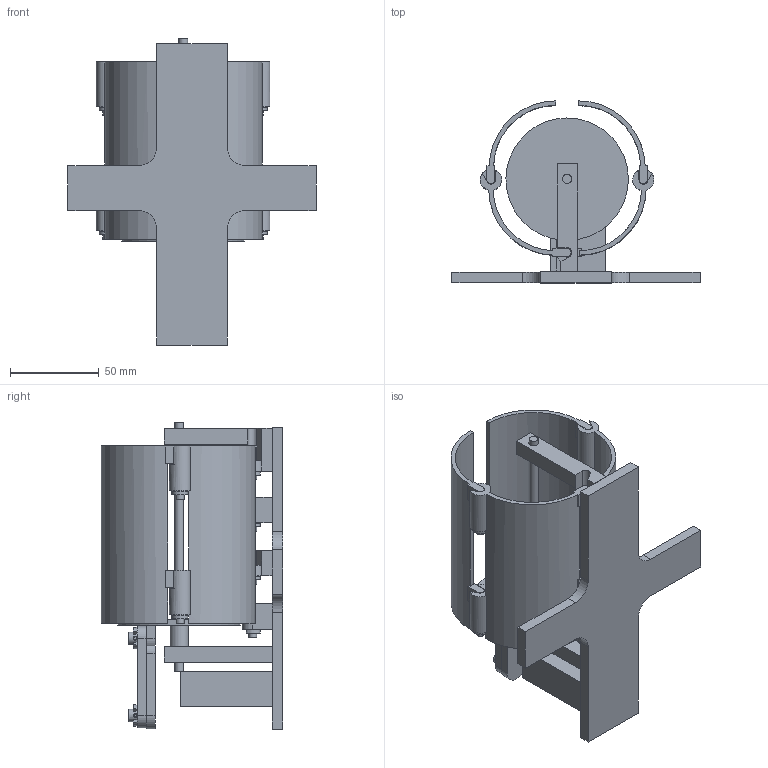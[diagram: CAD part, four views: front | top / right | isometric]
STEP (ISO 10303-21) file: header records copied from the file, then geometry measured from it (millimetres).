
FILE_DESCRIPTION(/* description */ (''),/* implementation_level */ '2;1');
FILE_NAME(/* name */ 'CageThoracique3DLapin.step',/* time_stamp */ '2019-06-20T19:12:20+02:00',/* author */ (''),/* organization */ (''),/* preprocessor_version */ 'ST-DEVELOPER v18',/* originating_system */ 'Autodesk Translation Framework v8.2.0.1029',/* authorisation */ '');
FILE_SCHEMA (('AUTOMOTIVE_DESIGN { 1 0 10303 214 3 1 1 }'));
Length unit declared in the file: millimetre
Products named in the file (2): cage thoracique; Component3
Assembly tree (1 placements, depth 2):
  cage thoracique
    Component3
Bounding box: 140 x 102.5 x 172.66 mm (x, y, z)
Volume: 197304.5 mm3; surface area: 113755.8 mm2
Topology: 19 solids, 19 shells, 321 faces, 846 edges, 572 vertices
Faces by surface type: plane 227, cylinder 94
Full cylindrical faces by diameter (mm): 1.5 x1, 1.7 x8, 2 x11, 4.5 x9, 5 x5, 5.25 x2, 5.3 x1, 5.4 x4, 7 x2, 7.4 x2, 10.3 x1
Entity records: 11008 total; most frequent: CARTESIAN_POINT 2767, ORIENTED_EDGE 1692, DIRECTION 1675, EDGE_CURVE 846, VERTEX_POINT 572, AXIS2_PLACEMENT_3D 566, LINE 543, VECTOR 543
